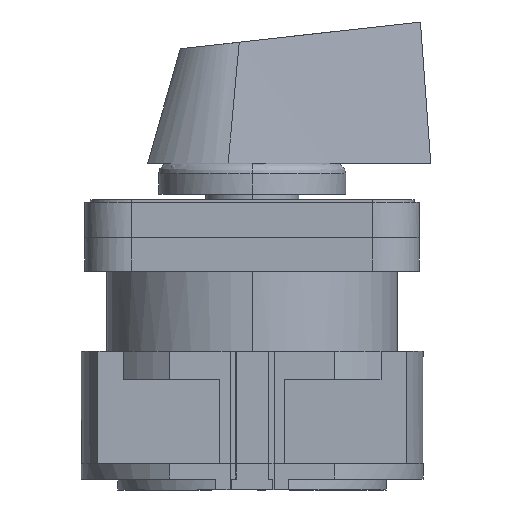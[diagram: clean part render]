
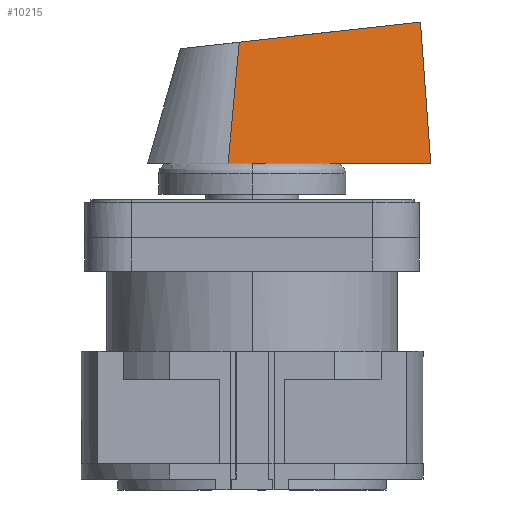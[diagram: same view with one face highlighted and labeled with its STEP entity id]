
A CAD part, left-side view. The second image highlights one B-rep face of the part: STEP entity #10215.
In plain terms, the highlighted free-form (B-spline) face has degree [3, 1] with [6, 2] control points.
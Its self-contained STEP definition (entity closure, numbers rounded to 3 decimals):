
#202 = CARTESIAN_POINT ( 'NONE',  ( -4.62, 10.7, 8.25 ) ) ;
#453 = EDGE_CURVE ( 'NONE', #9161, #1153, #833, .T. ) ;
#563 = B_SPLINE_CURVE_WITH_KNOTS ( 'NONE', 3,
 ( #7316, #9098, #4463, #1790, #2678, #4520 ),
 .UNSPECIFIED., .F., .F.,
 ( 4, 2, 4 ),
 ( 0., 0.009, 1. ),
 .UNSPECIFIED. ) ;
#833 = B_SPLINE_CURVE_WITH_KNOTS ( 'NONE', 1,
 ( #8802, #4516 ),
 .UNSPECIFIED., .F., .F.,
 ( 2, 2 ),
 ( 0., 1. ),
 .UNSPECIFIED. ) ;
#1153 = VERTEX_POINT ( 'NONE', #11657 ) ;
#1359 = CARTESIAN_POINT ( 'NONE',  ( 14.7, 10.7, 6.318 ) ) ;
#1790 = CARTESIAN_POINT ( 'NONE',  ( 21.38, 10.7, 5.65 ) ) ;
#1841 = CARTESIAN_POINT ( 'NONE',  ( -2.491, 33.986, 6.1 ) ) ;
#2020 = CARTESIAN_POINT ( 'NONE',  ( 26.578, 37.23, 3.183 ) ) ;
#2198 = CARTESIAN_POINT ( 'NONE',  ( 1.88, 10.7, 7.6 ) ) ;
#2254 = ORIENTED_EDGE ( 'NONE', *, *, #8536, .T. ) ;
#2656 = CARTESIAN_POINT ( 'NONE',  ( 34.38, 10.7, 4.35 ) ) ;
#2678 = CARTESIAN_POINT ( 'NONE',  ( 27.88, 10.7, 5. ) ) ;
#2923 = CARTESIAN_POINT ( 'NONE',  ( 20.764, 36.581, 3.767 ) ) ;
#3071 = VERTEX_POINT ( 'NONE', #3557 ) ;
#3169 = EDGE_LOOP ( 'NONE', ( #9215, #2254, #9331, #10209, #7491 ) ) ;
#3402 = EDGE_CURVE ( 'NONE', #3071, #9161, #563, .T. ) ;
#3557 = CARTESIAN_POINT ( 'NONE',  ( 14.7, 10.7, 6.318 ) ) ;
#4069 = CARTESIAN_POINT ( 'NONE',  ( -4.62, 10.7, 8.25 ) ) ;
#4342 = CARTESIAN_POINT ( 'NONE',  ( 32.392, 37.878, 2.6 ) ) ;
#4402 = CARTESIAN_POINT ( 'NONE',  ( -2.491, 33.986, 6.1 ) ) ;
#4451 = CARTESIAN_POINT ( 'NONE',  ( -2.491, 33.986, 6.1 ) ) ;
#4463 = CARTESIAN_POINT ( 'NONE',  ( 14.82, 10.7, 6.306 ) ) ;
#4514 = CARTESIAN_POINT ( 'NONE',  ( 26.578, 37.23, 3.183 ) ) ;
#4516 = CARTESIAN_POINT ( 'NONE',  ( 32.392, 37.878, 2.6 ) ) ;
#4520 = CARTESIAN_POINT ( 'NONE',  ( 34.38, 10.7, 4.35 ) ) ;
#4633 = CARTESIAN_POINT ( 'NONE',  ( 32.392, 37.878, 2.6 ) ) ;
#4868 = EDGE_CURVE ( 'NONE', #8317, #3071, #8589, .T. ) ;
#4945 = FACE_OUTER_BOUND ( 'NONE', #3169, .T. ) ;
#5250 = CARTESIAN_POINT ( 'NONE',  ( -4.62, 10.7, 8.25 ) ) ;
#5598 = CARTESIAN_POINT ( 'NONE',  ( 9.137, 35.284, 4.933 ) ) ;
#5639 = VERTEX_POINT ( 'NONE', #4402 ) ;
#5674 = CARTESIAN_POINT ( 'NONE',  ( 8.38, 10.7, 6.95 ) ) ;
#5842 = CARTESIAN_POINT ( 'NONE',  ( 3.323, 34.635, 5.517 ) ) ;
#6257 = CARTESIAN_POINT ( 'NONE',  ( 3.323, 34.635, 5.517 ) ) ;
#6485 = CARTESIAN_POINT ( 'NONE',  ( 20.764, 36.581, 3.767 ) ) ;
#6554 = CARTESIAN_POINT ( 'NONE',  ( 27.88, 10.7, 5. ) ) ;
#6593 = B_SPLINE_SURFACE_WITH_KNOTS ( 'NONE', 3, 1, ( 
 ( #202, #10317 ),
 ( #2198, #5842 ),
 ( #5674, #8555 ),
 ( #9222, #2923 ),
 ( #6554, #2020 ),
 ( #8378, #4342 ) ),
 .UNSPECIFIED., .F., .F., .F.,
 ( 4, 2, 4 ),
 ( 2, 2 ),
 ( 0., 0.5, 1. ),
 ( 0., 1. ),
 .UNSPECIFIED. ) ;
#6696 = CARTESIAN_POINT ( 'NONE',  ( 1.82, 10.7, 7.606 ) ) ;
#7316 = CARTESIAN_POINT ( 'NONE',  ( 14.7, 10.7, 6.318 ) ) ;
#7491 = ORIENTED_EDGE ( 'NONE', *, *, #453, .T. ) ;
#7545 = B_SPLINE_CURVE_WITH_KNOTS ( 'NONE', 1,
 ( #4451, #8080 ),
 .UNSPECIFIED., .F., .F.,
 ( 2, 2 ),
 ( 0., 1. ),
 .UNSPECIFIED. ) ;
#7578 = CARTESIAN_POINT ( 'NONE',  ( 8.26, 10.7, 6.962 ) ) ;
#8080 = CARTESIAN_POINT ( 'NONE',  ( -4.62, 10.7, 8.25 ) ) ;
#8317 = VERTEX_POINT ( 'NONE', #5250 ) ;
#8378 = CARTESIAN_POINT ( 'NONE',  ( 34.38, 10.7, 4.35 ) ) ;
#8536 = EDGE_CURVE ( 'NONE', #5639, #8317, #7545, .T. ) ;
#8555 = CARTESIAN_POINT ( 'NONE',  ( 9.137, 35.284, 4.933 ) ) ;
#8589 = B_SPLINE_CURVE_WITH_KNOTS ( 'NONE', 3,
 ( #4069, #6696, #7578, #1359 ),
 .UNSPECIFIED., .F., .F.,
 ( 4, 4 ),
 ( 0., 1. ),
 .UNSPECIFIED. ) ;
#8802 = CARTESIAN_POINT ( 'NONE',  ( 34.38, 10.7, 4.35 ) ) ;
#9098 = CARTESIAN_POINT ( 'NONE',  ( 14.76, 10.7, 6.312 ) ) ;
#9161 = VERTEX_POINT ( 'NONE', #2656 ) ;
#9215 = ORIENTED_EDGE ( 'NONE', *, *, #11203, .T. ) ;
#9222 = CARTESIAN_POINT ( 'NONE',  ( 21.38, 10.7, 5.65 ) ) ;
#9331 = ORIENTED_EDGE ( 'NONE', *, *, #4868, .T. ) ;
#10209 = ORIENTED_EDGE ( 'NONE', *, *, #3402, .T. ) ;
#10215 = ADVANCED_FACE ( 'NONE', ( #4945 ), #6593, .T. ) ;
#10317 = CARTESIAN_POINT ( 'NONE',  ( -2.491, 33.986, 6.1 ) ) ;
#10377 = B_SPLINE_CURVE_WITH_KNOTS ( 'NONE', 3,
 ( #4633, #4514, #6485, #5598, #6257, #1841 ),
 .UNSPECIFIED., .F., .F.,
 ( 4, 2, 4 ),
 ( 0., 0.5, 1. ),
 .UNSPECIFIED. ) ;
#11203 = EDGE_CURVE ( 'NONE', #1153, #5639, #10377, .T. ) ;
#11657 = CARTESIAN_POINT ( 'NONE',  ( 32.392, 37.878, 2.6 ) ) ;
